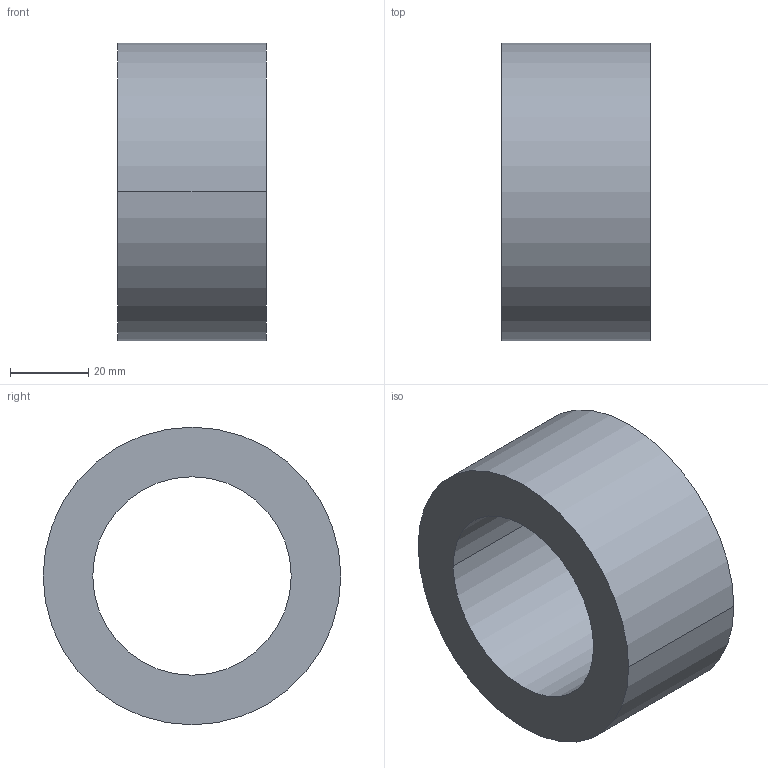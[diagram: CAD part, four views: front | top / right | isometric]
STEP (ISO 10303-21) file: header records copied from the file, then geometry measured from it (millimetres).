
FILE_DESCRIPTION(('CATIA V5 STEP Exchange'),'2;1');
FILE_NAME('Traction Wheels.stp','2018-03-08T00:35:38+00:00',('none'),('none'),'CATIA Version 5 Release 20 GA (IN-10)','CATIA V5 STEP AP203','none');
FILE_SCHEMA(('CONFIG_CONTROL_DESIGN'));
Length unit declared in the file: millimetre
Products named in the file (1): Traction Wheels
Bounding box: 38.1 x 76.2 x 76.2 mm (x, y, z)
Volume: 96527.8 mm3; surface area: 20268.3 mm2
Topology: 1 solids, 1 shells, 6 faces, 12 edges, 8 vertices
Faces by surface type: cylinder 4, plane 2
Entity records: 192 total; most frequent: CARTESIAN_POINT 25, ORIENTED_EDGE 24, DIRECTION 20, AXIS2_PLACEMENT_3D 13, EDGE_CURVE 12, CIRCLE 8, EDGE_LOOP 8, VERTEX_POINT 8
